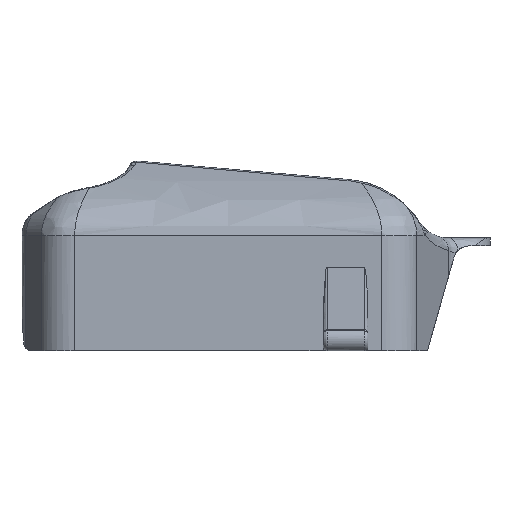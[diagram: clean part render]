
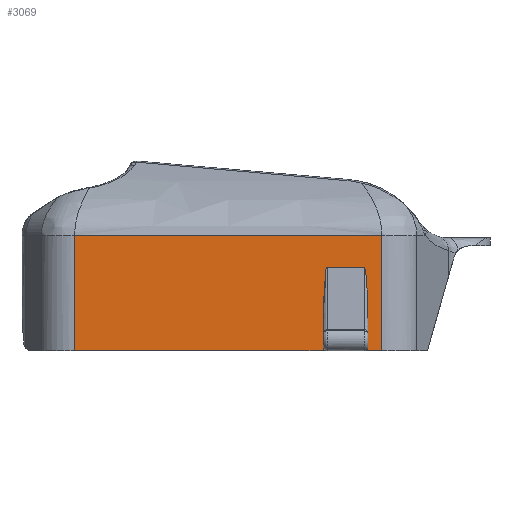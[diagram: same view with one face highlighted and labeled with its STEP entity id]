
A CAD part, front view. The second image highlights one B-rep face of the part: STEP entity #3069.
In plain terms, the highlighted free-form (B-spline) face has degree [1, 1] with [2, 2] control points.
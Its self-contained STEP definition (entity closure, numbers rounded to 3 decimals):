
#1990 = VERTEX_POINT('',#1991);
#1991 = CARTESIAN_POINT('',(-35.288,-74.645,0.));
#1996 = EDGE_CURVE('',#1997,#1990,#1999,.T.);
#1997 = VERTEX_POINT('',#1998);
#1998 = CARTESIAN_POINT('',(-149.249,-74.645,0.));
#1999 = B_SPLINE_CURVE_WITH_KNOTS('',1,(#2000,#2001),.UNSPECIFIED.,.F.,
  .F.,(2,2),(-113.817,-27.686),.PIECEWISE_BEZIER_KNOTS.);
#2000 = CARTESIAN_POINT('',(-149.249,-74.645,0.));
#2001 = CARTESIAN_POINT('',(-35.288,-74.645,0.));
#2116 = VERTEX_POINT('',#2117);
#2117 = CARTESIAN_POINT('',(-10.547,-74.645,0.));
#2123 = EDGE_CURVE('',#2124,#2116,#2126,.T.);
#2124 = VERTEX_POINT('',#2125);
#2125 = CARTESIAN_POINT('',(-18.484,-74.645,0.));
#2126 = B_SPLINE_CURVE_WITH_KNOTS('',1,(#2127,#2128),.UNSPECIFIED.,.F.,
  .F.,(2,2),(-14.986,-8.987),.PIECEWISE_BEZIER_KNOTS.);
#2127 = CARTESIAN_POINT('',(-18.484,-74.645,0.));
#2128 = CARTESIAN_POINT('',(-10.547,-74.645,0.));
#3069 = ADVANCED_FACE('',(#3070),#3146,.F.);
#3070 = FACE_BOUND('',#3071,.T.);
#3071 = EDGE_LOOP('',(#3072,#3073,#3081,#3088,#3097,#3104,#3113,#3120,
    #3126,#3127,#3134,#3141));
#3072 = ORIENTED_EDGE('',*,*,#1996,.T.);
#3073 = ORIENTED_EDGE('',*,*,#3074,.T.);
#3074 = EDGE_CURVE('',#1990,#3075,#3077,.T.);
#3075 = VERTEX_POINT('',#3076);
#3076 = CARTESIAN_POINT('',(-36.968,-74.645,
    1.68));
#3077 = ( BOUNDED_CURVE() B_SPLINE_CURVE(2,(#3078,#3079,#3080),
.UNSPECIFIED.,.F.,.F.) B_SPLINE_CURVE_WITH_KNOTS((3,3),(3.142,
4.712),.PIECEWISE_BEZIER_KNOTS.) CURVE() 
GEOMETRIC_REPRESENTATION_ITEM() RATIONAL_B_SPLINE_CURVE((1.,
0.707,1.)) REPRESENTATION_ITEM('') );
#3078 = CARTESIAN_POINT('',(-35.288,-74.645,0.));
#3079 = CARTESIAN_POINT('',(-36.968,-74.645,
    0.));
#3080 = CARTESIAN_POINT('',(-36.968,-74.645,
    1.68));
#3081 = ORIENTED_EDGE('',*,*,#3082,.T.);
#3082 = EDGE_CURVE('',#3075,#3083,#3085,.T.);
#3083 = VERTEX_POINT('',#3084);
#3084 = CARTESIAN_POINT('',(-36.968,-74.645,
    13.719));
#3085 = B_SPLINE_CURVE_WITH_KNOTS('',1,(#3086,#3087),.UNSPECIFIED.,.F.,
  .F.,(2,2),(-27.305,-18.206),.PIECEWISE_BEZIER_KNOTS.);
#3086 = CARTESIAN_POINT('',(-36.968,-74.645,
    1.68));
#3087 = CARTESIAN_POINT('',(-36.968,-74.645,
    13.719));
#3088 = ORIENTED_EDGE('',*,*,#3089,.T.);
#3089 = EDGE_CURVE('',#3083,#3090,#3092,.T.);
#3090 = VERTEX_POINT('',#3091);
#3091 = CARTESIAN_POINT('',(-35.288,-74.645,
    37.808));
#3092 = ( BOUNDED_CURVE() B_SPLINE_CURVE(3,(#3093,#3094,#3095,#3096),
.UNSPECIFIED.,.F.,.F.) B_SPLINE_CURVE_WITH_KNOTS((4,4),(1.571,
3.142),.PIECEWISE_BEZIER_KNOTS.) CURVE() 
GEOMETRIC_REPRESENTATION_ITEM() RATIONAL_B_SPLINE_CURVE((1.,
0.805,0.805,1.)) REPRESENTATION_ITEM('') );
#3093 = CARTESIAN_POINT('',(-36.968,-74.645,
    13.719));
#3094 = CARTESIAN_POINT('',(-36.968,-74.645,
    27.83));
#3095 = CARTESIAN_POINT('',(-36.272,-74.645,
    37.808));
#3096 = CARTESIAN_POINT('',(-35.288,-74.645,
    37.808));
#3097 = ORIENTED_EDGE('',*,*,#3098,.T.);
#3098 = EDGE_CURVE('',#3090,#3099,#3101,.T.);
#3099 = VERTEX_POINT('',#3100);
#3100 = CARTESIAN_POINT('',(-18.484,-74.645,
    37.808));
#3101 = B_SPLINE_CURVE_WITH_KNOTS('',1,(#3102,#3103),.UNSPECIFIED.,.F.,
  .F.,(2,2),(1.27,13.97),.PIECEWISE_BEZIER_KNOTS.);
#3102 = CARTESIAN_POINT('',(-35.288,-74.645,
    37.808));
#3103 = CARTESIAN_POINT('',(-18.484,-74.645,
    37.808));
#3104 = ORIENTED_EDGE('',*,*,#3105,.T.);
#3105 = EDGE_CURVE('',#3099,#3106,#3108,.T.);
#3106 = VERTEX_POINT('',#3107);
#3107 = CARTESIAN_POINT('',(-16.804,-74.645,
    13.719));
#3108 = ( BOUNDED_CURVE() B_SPLINE_CURVE(3,(#3109,#3110,#3111,#3112),
.UNSPECIFIED.,.F.,.F.) B_SPLINE_CURVE_WITH_KNOTS((4,4),(
0.,1.571),.PIECEWISE_BEZIER_KNOTS.) CURVE() 
GEOMETRIC_REPRESENTATION_ITEM() RATIONAL_B_SPLINE_CURVE((1.,
0.805,0.805,1.)) REPRESENTATION_ITEM('') );
#3109 = CARTESIAN_POINT('',(-18.484,-74.645,
    37.808));
#3110 = CARTESIAN_POINT('',(-17.5,-74.645,
    37.808));
#3111 = CARTESIAN_POINT('',(-16.804,-74.645,
    27.83));
#3112 = CARTESIAN_POINT('',(-16.804,-74.645,
    13.719));
#3113 = ORIENTED_EDGE('',*,*,#3114,.F.);
#3114 = EDGE_CURVE('',#3115,#3106,#3117,.T.);
#3115 = VERTEX_POINT('',#3116);
#3116 = CARTESIAN_POINT('',(-16.804,-74.645,
    1.68));
#3117 = B_SPLINE_CURVE_WITH_KNOTS('',1,(#3118,#3119),.UNSPECIFIED.,.F.,
  .F.,(2,2),(-27.305,-18.206),.PIECEWISE_BEZIER_KNOTS.);
#3118 = CARTESIAN_POINT('',(-16.804,-74.645,
    1.68));
#3119 = CARTESIAN_POINT('',(-16.804,-74.645,
    13.719));
#3120 = ORIENTED_EDGE('',*,*,#3121,.T.);
#3121 = EDGE_CURVE('',#3115,#2124,#3122,.T.);
#3122 = ( BOUNDED_CURVE() B_SPLINE_CURVE(2,(#3123,#3124,#3125),
.UNSPECIFIED.,.F.,.F.) B_SPLINE_CURVE_WITH_KNOTS((3,3),(1.571,
3.142),.PIECEWISE_BEZIER_KNOTS.) CURVE() 
GEOMETRIC_REPRESENTATION_ITEM() RATIONAL_B_SPLINE_CURVE((1.,
0.707,1.)) REPRESENTATION_ITEM('') );
#3123 = CARTESIAN_POINT('',(-16.804,-74.645,
    1.68));
#3124 = CARTESIAN_POINT('',(-16.804,-74.645,
    0.));
#3125 = CARTESIAN_POINT('',(-18.484,-74.645,0.));
#3126 = ORIENTED_EDGE('',*,*,#2123,.T.);
#3127 = ORIENTED_EDGE('',*,*,#3128,.T.);
#3128 = EDGE_CURVE('',#2116,#3129,#3131,.T.);
#3129 = VERTEX_POINT('',#3130);
#3130 = CARTESIAN_POINT('',(-10.547,-74.645,
    52.091));
#3131 = B_SPLINE_CURVE_WITH_KNOTS('',1,(#3132,#3133),.UNSPECIFIED.,.F.,
  .F.,(2,2),(-39.37,0.),.PIECEWISE_BEZIER_KNOTS.);
#3132 = CARTESIAN_POINT('',(-10.547,-74.645,0.));
#3133 = CARTESIAN_POINT('',(-10.547,-74.645,
    52.091));
#3134 = ORIENTED_EDGE('',*,*,#3135,.F.);
#3135 = EDGE_CURVE('',#3136,#3129,#3138,.T.);
#3136 = VERTEX_POINT('',#3137);
#3137 = CARTESIAN_POINT('',(-149.249,-74.645,
    52.091));
#3138 = B_SPLINE_CURVE_WITH_KNOTS('',1,(#3139,#3140),.UNSPECIFIED.,.F.,
  .F.,(2,2),(-113.817,-8.987),.PIECEWISE_BEZIER_KNOTS.);
#3139 = CARTESIAN_POINT('',(-149.249,-74.645,
    52.091));
#3140 = CARTESIAN_POINT('',(-10.547,-74.645,
    52.091));
#3141 = ORIENTED_EDGE('',*,*,#3142,.T.);
#3142 = EDGE_CURVE('',#3136,#1997,#3143,.T.);
#3143 = B_SPLINE_CURVE_WITH_KNOTS('',1,(#3144,#3145),.UNSPECIFIED.,.F.,
  .F.,(2,2),(0.,39.37),.PIECEWISE_BEZIER_KNOTS.);
#3144 = CARTESIAN_POINT('',(-149.249,-74.645,
    52.091));
#3145 = CARTESIAN_POINT('',(-149.249,-74.645,0.));
#3146 = B_SPLINE_SURFACE_WITH_KNOTS('',1,1,(
    (#3147,#3148)
    ,(#3149,#3150
    )),.UNSPECIFIED.,.F.,.F.,.F.,(2,2),(2,2),(-39.37,0.),(
    -113.817,-8.987),.PIECEWISE_BEZIER_KNOTS.);
#3147 = CARTESIAN_POINT('',(-149.249,-74.645,0.));
#3148 = CARTESIAN_POINT('',(-10.547,-74.645,0.));
#3149 = CARTESIAN_POINT('',(-149.249,-74.645,
    52.091));
#3150 = CARTESIAN_POINT('',(-10.547,-74.645,
    52.091));
